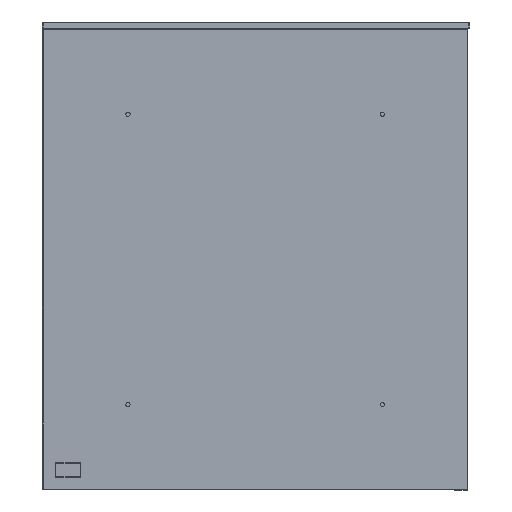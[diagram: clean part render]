
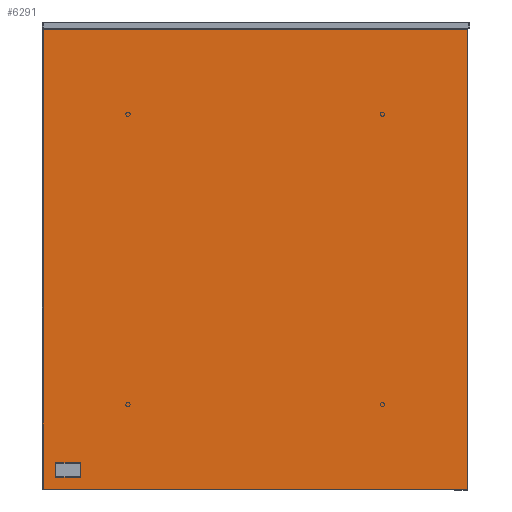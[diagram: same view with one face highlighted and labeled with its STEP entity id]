
A CAD part, left-side view. The second image highlights one B-rep face of the part: STEP entity #6291.
In plain terms, the highlighted planar face has unit normal (-1, 0, 0).
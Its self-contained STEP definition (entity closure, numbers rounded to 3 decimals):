
#5930=CARTESIAN_POINT('',(-3823.565,5493.44,-59.131));
#5931=VERTEX_POINT('',#5930);
#5932=CARTESIAN_POINT('',(-3823.565,5493.44,-596.869));
#5933=VERTEX_POINT('',#5932);
#5934=CARTESIAN_POINT('',(-3823.565,5493.44,-59.131));
#5935=DIRECTION('',(0.0,0.0,-1.0));
#5936=VECTOR('',#5935,537.737);
#5937=LINE('',#5934,#5936);
#5938=EDGE_CURVE('',#5931,#5933,#5937,.T.);
#5970=CARTESIAN_POINT('',(-3823.565,5493.771,-597.2));
#5971=VERTEX_POINT('',#5970);
#5972=CARTESIAN_POINT('',(-3823.565,5493.44,-596.869));
#5973=DIRECTION('',(0.0,0.707,-0.707));
#5974=VECTOR('',#5973,0.469);
#5975=LINE('',#5972,#5974);
#5976=EDGE_CURVE('',#5933,#5971,#5975,.T.);
#6001=CARTESIAN_POINT('',(-3823.565,5989.508,-597.2));
#6002=VERTEX_POINT('',#6001);
#6003=CARTESIAN_POINT('',(-3823.565,5493.771,-597.2));
#6004=DIRECTION('',(0.0,1.0,0.0));
#6005=VECTOR('',#6004,495.737);
#6006=LINE('',#6003,#6005);
#6007=EDGE_CURVE('',#5971,#6002,#6006,.T.);
#6041=CARTESIAN_POINT('',(-3823.565,5989.84,-596.869));
#6042=VERTEX_POINT('',#6041);
#6043=CARTESIAN_POINT('',(-3823.565,5989.508,-597.2));
#6044=DIRECTION('',(0.0,0.707,0.707));
#6045=VECTOR('',#6044,0.469);
#6046=LINE('',#6043,#6045);
#6047=EDGE_CURVE('',#6002,#6042,#6046,.T.);
#6072=CARTESIAN_POINT('',(-3823.565,5989.84,-59.131));
#6073=VERTEX_POINT('',#6072);
#6074=CARTESIAN_POINT('',(-3823.565,5989.84,-596.869));
#6075=DIRECTION('',(0.0,0.0,1.0));
#6076=VECTOR('',#6075,537.737);
#6077=LINE('',#6074,#6076);
#6078=EDGE_CURVE('',#6042,#6073,#6077,.T.);
#6103=CARTESIAN_POINT('',(-3823.565,5989.508,-58.8));
#6104=VERTEX_POINT('',#6103);
#6105=CARTESIAN_POINT('',(-3823.565,5989.84,-59.131));
#6106=DIRECTION('',(0.0,-0.707,0.707));
#6107=VECTOR('',#6106,0.469);
#6108=LINE('',#6105,#6107);
#6109=EDGE_CURVE('',#6073,#6104,#6108,.T.);
#6134=CARTESIAN_POINT('',(-3823.565,5493.771,-58.8));
#6135=VERTEX_POINT('',#6134);
#6136=CARTESIAN_POINT('',(-3823.565,5989.508,-58.8));
#6137=DIRECTION('',(0.0,-1.0,0.0));
#6138=VECTOR('',#6137,495.737);
#6139=LINE('',#6136,#6138);
#6140=EDGE_CURVE('',#6104,#6135,#6139,.T.);
#6163=CARTESIAN_POINT('',(-3823.565,5493.771,-58.8));
#6164=DIRECTION('',(0.0,-0.707,-0.707));
#6165=VECTOR('',#6164,0.469);
#6166=LINE('',#6163,#6165);
#6167=EDGE_CURVE('',#6135,#5931,#6166,.T.);
#6276=CARTESIAN_POINT('',(-3823.565,5741.64,-597.201));
#6277=DIRECTION('',(-1.0,0.0,0.0));
#6278=DIRECTION('',(0.0,0.0,1.0));
#6279=AXIS2_PLACEMENT_3D('',#6276,#6277,#6278);
#6280=PLANE('',#6279);
#6281=ORIENTED_EDGE('',*,*,#5938,.F.);
#6282=ORIENTED_EDGE('',*,*,#6167,.F.);
#6283=ORIENTED_EDGE('',*,*,#6140,.F.);
#6284=ORIENTED_EDGE('',*,*,#6109,.F.);
#6285=ORIENTED_EDGE('',*,*,#6078,.F.);
#6286=ORIENTED_EDGE('',*,*,#6047,.F.);
#6287=ORIENTED_EDGE('',*,*,#6007,.F.);
#6288=ORIENTED_EDGE('',*,*,#5976,.F.);
#6289=EDGE_LOOP('',(#6281,#6282,#6283,#6284,#6285,#6286,#6287,#6288));
#6290=FACE_OUTER_BOUND('',#6289,.T.);
#6291=ADVANCED_FACE('',(#6290),#6280,.T.);
